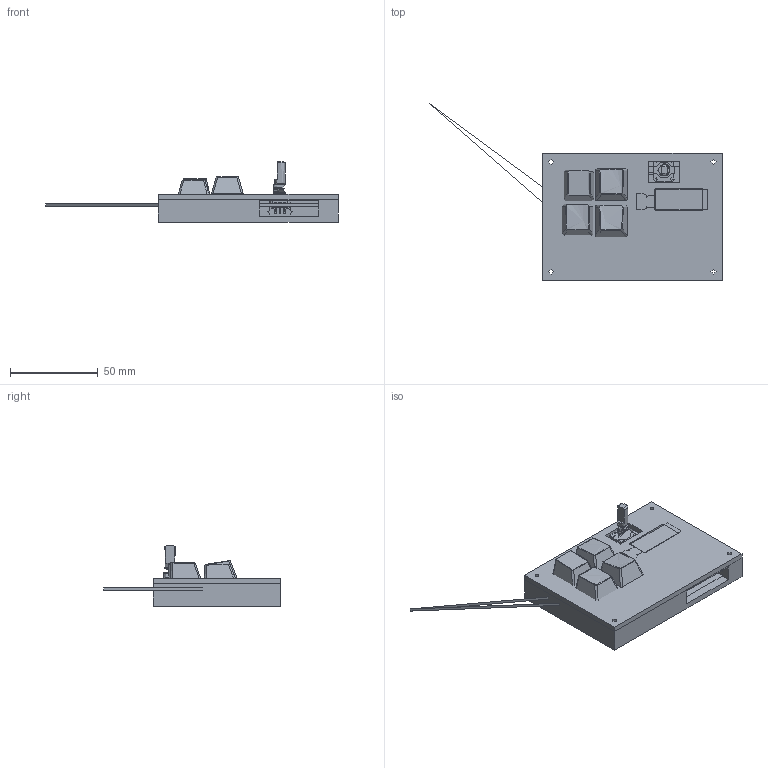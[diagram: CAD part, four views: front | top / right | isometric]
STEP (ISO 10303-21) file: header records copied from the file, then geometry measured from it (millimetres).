
FILE_DESCRIPTION(/* description */ (''),/* implementation_level */ '2;1');
FILE_NAME(/* name */ 'Configuration 2.step',/* time_stamp */ '2026-02-16T17:12:46Z',/* author */ (''),/* organization */ (''),/* preprocessor_version */ 'ST-DEVELOPER v20.1',/* originating_system */ 'Autodesk Translation Framework v14.24.0.0',/* authorisation */ '');
FILE_SCHEMA (('AUTOMOTIVE_DESIGN { 1 0 10303 214 3 1 1 }'));
Length unit declared in the file: millimetre
Products named in the file (16): 2026-02-16-16-35-07-312; micro discord board 1; pro_PCB; 2026-02-10-20-02-47-327; OLED 0.91" v3; 2026-02-16-16-57-14-469; Open CASCADE STEP translator 6.8 1; Open CASCADE STEP translator 6.8 1_1; Open CASCADE STEP translator 6.8 1_2; Open CASCADE STEP translator 6.8 1_3; Cherry MX keycaps v32; 1x1; 1x1 R1 v23; 1x1 R2 v8; 1x1 R3 v8; 1x1 R4 v6
Assembly tree (15 placements, depth 4):
  2026-02-16-16-35-07-312
    micro discord board 1
      pro_PCB
    2026-02-10-20-02-47-327
    OLED 0.91" v3
    2026-02-16-16-57-14-469
      Open CASCADE STEP translator 6.8 1
      Open CASCADE STEP translator 6.8 1_1
      Open CASCADE STEP translator 6.8 1_2
      Open CASCADE STEP translator 6.8 1_3
    Cherry MX keycaps v32
      1x1
        1x1 R1 v23
        1x1 R2 v8
        1x1 R3 v8
        1x1 R4 v6
Bounding box: 166.45 x 100.7 x 34.52 mm (x, y, z)
Volume: 67243.1 mm3; surface area: 57354.9 mm2
Topology: 26 solids, 28 shells, 863 faces, 2256 edges, 1475 vertices
Faces by surface type: plane 579, cylinder 215, bspline 51, torus 14, cone 4
Full cylindrical faces by diameter (mm): 0.8 x2, 0.889 x14, 1 x9, 1.2 x2, 1.3 x4, 1.5 x9, 1.7 x7, 2.9 x8, 3.251 x1, 3.5 x2, 3.6 x1, 4 x4, 4.5 x1, 5.6 x4, 6 x2, 7 x10
Entity records: 33293 total; most frequent: CARTESIAN_POINT 10944, ORIENTED_EDGE 4504, DIRECTION 4235, EDGE_CURVE 2256, LINE 1647, VECTOR 1647, VERTEX_POINT 1475, AXIS2_PLACEMENT_3D 1294
